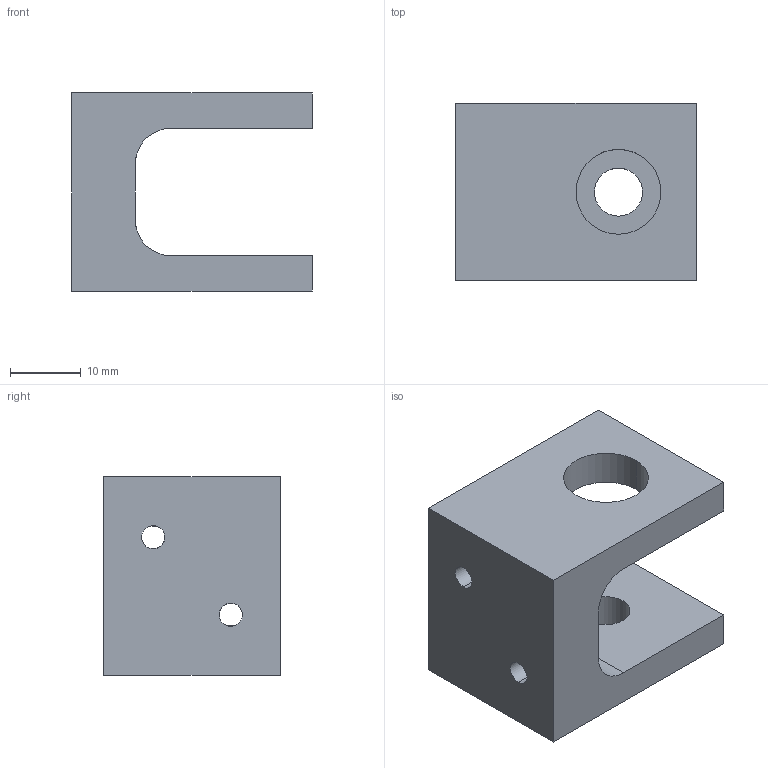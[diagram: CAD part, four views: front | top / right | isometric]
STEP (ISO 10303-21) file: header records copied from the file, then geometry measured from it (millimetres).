
FILE_DESCRIPTION (( 'STEP AP214' ), '1' );
FILE_NAME ('Pièce à usiner.STEP', '2024-09-03T13:38:48', ( '' ), ( '' ), 'SwSTEP 2.0', 'SolidWorks 2023', '' );
FILE_SCHEMA (( 'AUTOMOTIVE_DESIGN' ));
Length unit declared in the file: millimetre
Products named in the file (1): Pièce à usiner
Bounding box: 34 x 25 x 28 mm (x, y, z)
Volume: 11911.9 mm3; surface area: 5424.1 mm2
Topology: 1 solids, 1 shells, 23 faces, 68 edges, 45 vertices
Faces by surface type: cylinder 10, plane 10, cone 3
Entity records: 882 total; most frequent: CARTESIAN_POINT 216, ORIENTED_EDGE 136, DIRECTION 133, EDGE_CURVE 68, AXIS2_PLACEMENT_3D 48, VERTEX_POINT 45, VECTOR 37, LINE 37
